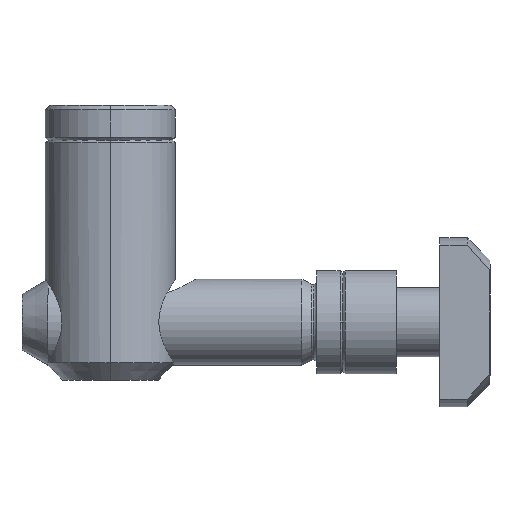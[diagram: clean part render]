
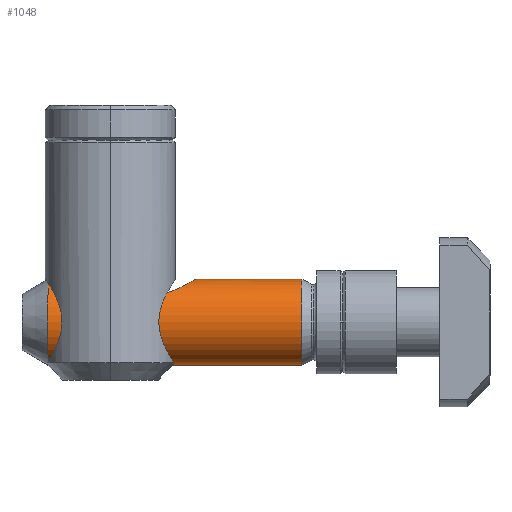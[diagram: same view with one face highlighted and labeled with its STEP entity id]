
A CAD part, top view. The second image highlights one B-rep face of the part: STEP entity #1048.
In plain terms, the highlighted cylindrical face has radius 4.95 mm (diameter 9.9 mm), a partial arc.
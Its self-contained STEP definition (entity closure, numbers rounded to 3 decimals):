
#4 = CARTESIAN_POINT ( 'NONE',  ( -7.2, -29.95, 0. ) ) ;
#28 = LINE ( 'NONE', #2126, #715 ) ;
#75 = CARTESIAN_POINT ( 'NONE',  ( 43.8, -20.05, 0. ) ) ;
#100 = CARTESIAN_POINT ( 'NONE',  ( 0.783, -21.38, 3.38 ) ) ;
#114 = CARTESIAN_POINT ( 'NONE',  ( -1.028, -20.517, 2.117 ) ) ;
#139 = CARTESIAN_POINT ( 'NONE',  ( 9.568, -20.223, 1.305 ) ) ;
#245 = DIRECTION ( 'NONE',  ( -1., 0., 0. ) ) ;
#269 = LINE ( 'NONE', #75, #483 ) ;
#277 = CARTESIAN_POINT ( 'NONE',  ( -1.408, -20.311, 1.594 ) ) ;
#287 = CARTESIAN_POINT ( 'NONE',  ( -1.568, -20.223, 1.305 ) ) ;
#289 = EDGE_CURVE ( 'NONE', #296, #2179, #269, .T. ) ;
#296 = VERTEX_POINT ( 'NONE', #812 ) ;
#297 = CARTESIAN_POINT ( 'NONE',  ( 4.167, -22.091, 4.005 ) ) ;
#309 = CARTESIAN_POINT ( 'NONE',  ( 9.639, -20.183, 1.152 ) ) ;
#322 = CARTESIAN_POINT ( 'NONE',  ( 9.408, -20.311, 1.593 ) ) ;
#325 = B_SPLINE_CURVE_WITH_KNOTS ( 'NONE', 3,
 ( #1642, #1834, #657, #2167, #497, #1432, #287, #277, #844, #114, #1982, #1050, #1604, #1974, #100, #2178, #1024, #1034, #507, #1801, #2188, #297, #472, #1792, #2396, #829, #1655, #1254, #2002, #1268, #668, #2348, #1990, #1826, #1439, #1242, #1817, #2012, #322, #139, #309, #1467, #852, #865, #650, #1630 ),
 .UNSPECIFIED., .F., .F.,
 ( 4, 2, 2, 2, 2, 2, 2, 2, 2, 2, 2, 2, 2, 2, 2, 2, 2, 2, 2, 2, 2, 2, 4 ),
 ( 0.012, 0.012, 0.013, 0.013, 0.014, 0.015, 0.016, 0.017, 0.018, 0.019, 0.02, 0.02, 0.021, 0.022, 0.023, 0.024, 0.025, 0.026, 0.026, 0.027, 0.027, 0.028, 0.028 ),
 .UNSPECIFIED. ) ;
#348 = DIRECTION ( 'NONE',  ( 0., -1., 0. ) ) ;
#370 = CARTESIAN_POINT ( 'NONE',  ( 43.8, -20.05, 0. ) ) ;
#472 = CARTESIAN_POINT ( 'NONE',  ( 4.339, -22.084, 4. ) ) ;
#483 = VECTOR ( 'NONE', #1820, 1000. ) ;
#497 = CARTESIAN_POINT ( 'NONE',  ( -1.753, -20.119, 0.839 ) ) ;
#507 = CARTESIAN_POINT ( 'NONE',  ( 2.656, -21.964, 3.91 ) ) ;
#519 = AXIS2_PLACEMENT_3D ( 'NONE', #2172, #2199, #1040 ) ;
#545 = CARTESIAN_POINT ( 'NONE',  ( 22.1, -25., 0. ) ) ;
#595 = VERTEX_POINT ( 'NONE', #4 ) ;
#615 = CARTESIAN_POINT ( 'NONE',  ( 22.1, -29.95, 0. ) ) ;
#650 = CARTESIAN_POINT ( 'NONE',  ( 9.875, -20.05, 0.17 ) ) ;
#657 = CARTESIAN_POINT ( 'NONE',  ( -1.86, -20.059, 0.339 ) ) ;
#668 = CARTESIAN_POINT ( 'NONE',  ( 7.504, -21.258, 3.247 ) ) ;
#715 = VECTOR ( 'NONE', #1784, 1000. ) ;
#717 = VECTOR ( 'NONE', #1515, 1000. ) ;
#736 = LINE ( 'NONE', #370, #717 ) ;
#739 = EDGE_LOOP ( 'NONE', ( #1886, #1989, #2187, #984, #1833, #1494 ) ) ;
#812 = CARTESIAN_POINT ( 'NONE',  ( 22.1, -20.05, 0. ) ) ;
#829 = CARTESIAN_POINT ( 'NONE',  ( 5.344, -21.964, 3.91 ) ) ;
#844 = CARTESIAN_POINT ( 'NONE',  ( -1.318, -20.36, 1.73 ) ) ;
#852 = CARTESIAN_POINT ( 'NONE',  ( 9.798, -20.094, 0.676 ) ) ;
#865 = CARTESIAN_POINT ( 'NONE',  ( 9.859, -20.059, 0.341 ) ) ;
#866 = VERTEX_POINT ( 'NONE', #1029 ) ;
#964 = DIRECTION ( 'NONE',  ( 0., -1., 0. ) ) ;
#984 = ORIENTED_EDGE ( 'NONE', *, *, #1860, .T. ) ;
#1024 = CARTESIAN_POINT ( 'NONE',  ( 1.688, -21.711, 3.701 ) ) ;
#1029 = CARTESIAN_POINT ( 'NONE',  ( -7.2, -20.05, 0. ) ) ;
#1034 = CARTESIAN_POINT ( 'NONE',  ( 2.325, -21.89, 3.853 ) ) ;
#1040 = DIRECTION ( 'NONE',  ( 0., -1., 0. ) ) ;
#1048 = ADVANCED_FACE ( 'NONE', ( #1963 ), #2084, .T. ) ;
#1050 = CARTESIAN_POINT ( 'NONE',  ( -0.316, -20.882, 2.756 ) ) ;
#1167 = AXIS2_PLACEMENT_3D ( 'NONE', #2098, #245, #964 ) ;
#1240 = EDGE_CURVE ( 'NONE', #1677, #296, #1699, .T. ) ;
#1242 = CARTESIAN_POINT ( 'NONE',  ( 9.02, -20.521, 2.111 ) ) ;
#1254 = CARTESIAN_POINT ( 'NONE',  ( 6.311, -21.712, 3.702 ) ) ;
#1268 = CARTESIAN_POINT ( 'NONE',  ( 7.217, -21.38, 3.38 ) ) ;
#1274 = EDGE_CURVE ( 'NONE', #595, #866, #1532, .T. ) ;
#1307 = CARTESIAN_POINT ( 'NONE',  ( -1.875, -20.05, 0. ) ) ;
#1432 = CARTESIAN_POINT ( 'NONE',  ( -1.638, -20.183, 1.153 ) ) ;
#1439 = CARTESIAN_POINT ( 'NONE',  ( 8.797, -20.637, 2.343 ) ) ;
#1467 = CARTESIAN_POINT ( 'NONE',  ( 9.753, -20.119, 0.838 ) ) ;
#1494 = ORIENTED_EDGE ( 'NONE', *, *, #1625, .F. ) ;
#1514 = DIRECTION ( 'NONE',  ( -1., 0., 0. ) ) ;
#1515 = DIRECTION ( 'NONE',  ( -1., 0., 0. ) ) ;
#1532 = CIRCLE ( 'NONE', #519, 4.95 ) ;
#1604 = CARTESIAN_POINT ( 'NONE',  ( -0.057, -21.007, 2.933 ) ) ;
#1617 = AXIS2_PLACEMENT_3D ( 'NONE', #545, #1514, #348 ) ;
#1625 = EDGE_CURVE ( 'NONE', #1677, #595, #28, .T. ) ;
#1630 = CARTESIAN_POINT ( 'NONE',  ( 9.875, -20.05, 0. ) ) ;
#1642 = CARTESIAN_POINT ( 'NONE',  ( -1.875, -20.05, 0. ) ) ;
#1655 = CARTESIAN_POINT ( 'NONE',  ( 5.67, -21.891, 3.854 ) ) ;
#1677 = VERTEX_POINT ( 'NONE', #615 ) ;
#1699 = CIRCLE ( 'NONE', #1617, 4.95 ) ;
#1784 = DIRECTION ( 'NONE',  ( -1., 0., 0. ) ) ;
#1787 = EDGE_CURVE ( 'NONE', #1894, #2179, #325, .T. ) ;
#1792 = CARTESIAN_POINT ( 'NONE',  ( 4.678, -22.058, 3.981 ) ) ;
#1798 = CARTESIAN_POINT ( 'NONE',  ( 9.875, -20.05, 0. ) ) ;
#1801 = CARTESIAN_POINT ( 'NONE',  ( 3.321, -22.064, 3.986 ) ) ;
#1817 = CARTESIAN_POINT ( 'NONE',  ( 9.125, -20.465, 1.988 ) ) ;
#1820 = DIRECTION ( 'NONE',  ( -1., 0., 0. ) ) ;
#1826 = CARTESIAN_POINT ( 'NONE',  ( 8.681, -20.698, 2.451 ) ) ;
#1833 = ORIENTED_EDGE ( 'NONE', *, *, #1274, .F. ) ;
#1834 = CARTESIAN_POINT ( 'NONE',  ( -1.875, -20.05, 0.17 ) ) ;
#1860 = EDGE_CURVE ( 'NONE', #1894, #866, #736, .T. ) ;
#1886 = ORIENTED_EDGE ( 'NONE', *, *, #1240, .T. ) ;
#1894 = VERTEX_POINT ( 'NONE', #1307 ) ;
#1963 = FACE_OUTER_BOUND ( 'NONE', #739, .T. ) ;
#1974 = CARTESIAN_POINT ( 'NONE',  ( 0.492, -21.256, 3.244 ) ) ;
#1982 = CARTESIAN_POINT ( 'NONE',  ( -0.801, -20.637, 2.35 ) ) ;
#1989 = ORIENTED_EDGE ( 'NONE', *, *, #289, .T. ) ;
#1990 = CARTESIAN_POINT ( 'NONE',  ( 8.318, -20.881, 2.755 ) ) ;
#2002 = CARTESIAN_POINT ( 'NONE',  ( 6.621, -21.606, 3.607 ) ) ;
#2012 = CARTESIAN_POINT ( 'NONE',  ( 9.319, -20.36, 1.729 ) ) ;
#2084 = CYLINDRICAL_SURFACE ( 'NONE', #1167, 4.95 ) ;
#2098 = CARTESIAN_POINT ( 'NONE',  ( 43.8, -25., 0. ) ) ;
#2126 = CARTESIAN_POINT ( 'NONE',  ( 43.8, -29.95, 0. ) ) ;
#2167 = CARTESIAN_POINT ( 'NONE',  ( -1.799, -20.093, 0.675 ) ) ;
#2172 = CARTESIAN_POINT ( 'NONE',  ( -7.2, -25., 0. ) ) ;
#2178 = CARTESIAN_POINT ( 'NONE',  ( 1.38, -21.607, 3.607 ) ) ;
#2179 = VERTEX_POINT ( 'NONE', #1798 ) ;
#2187 = ORIENTED_EDGE ( 'NONE', *, *, #1787, .F. ) ;
#2188 = CARTESIAN_POINT ( 'NONE',  ( 3.657, -22.09, 4.005 ) ) ;
#2199 = DIRECTION ( 'NONE',  ( -1., 0., 0. ) ) ;
#2348 = CARTESIAN_POINT ( 'NONE',  ( 8.057, -21.007, 2.933 ) ) ;
#2396 = CARTESIAN_POINT ( 'NONE',  ( 4.846, -22.039, 3.967 ) ) ;
